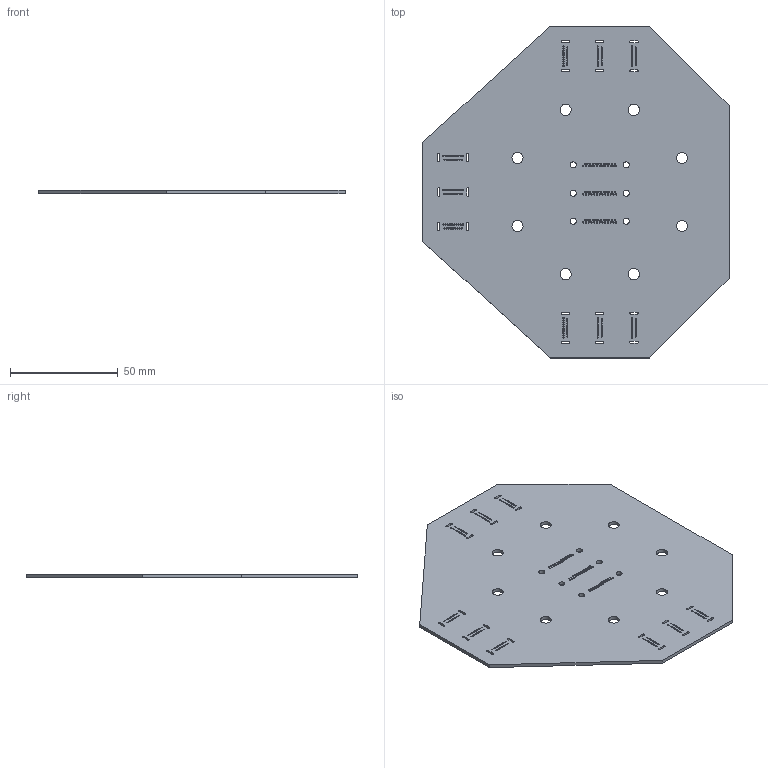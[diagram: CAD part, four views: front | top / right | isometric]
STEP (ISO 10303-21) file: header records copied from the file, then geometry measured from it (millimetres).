
FILE_DESCRIPTION(('KiCad electronic assembly'),'2;1');
FILE_NAME('VacuumFeedThruHDMI.step','2021-08-06T14:24:06',('An Author'), ('A Company'),'Open CASCADE STEP processor 6.9', 'KiCad to STEP converter','Unknown');
FILE_SCHEMA(('AUTOMOTIVE_DESIGN { 1 0 10303 214 1 1 1 1 }'));
Length unit declared in the file: millimetre
Products named in the file (2): Open CASCADE STEP translator 6.9 1; COMPOUND
Assembly tree (1 placements, depth 2):
  Open CASCADE STEP translator 6.9 1
    COMPOUND
Bounding box: 142 x 154 x 1.6 mm (x, y, z)
Volume: 27166.3 mm3; surface area: 35983 mm2
Topology: 1 solids, 1 shells, 342 faces, 1020 edges, 680 vertices
Faces by surface type: cylinder 296, plane 46
Full cylindrical faces by diameter (mm): 0.55 x171, 0.61 x75, 2.81 x6, 5.17 x8
Entity records: 26255 total; most frequent: DIRECTION 4340, CARTESIAN_POINT 4084, ORIENTED_EDGE 2040, PCURVE 2040, DEFINITIONAL_REPRESENTATION 2040, LINE 1876, VECTOR 1876, CIRCLE 1184
